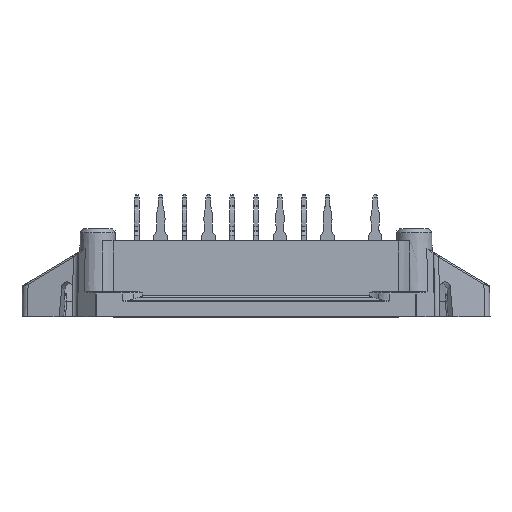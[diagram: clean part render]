
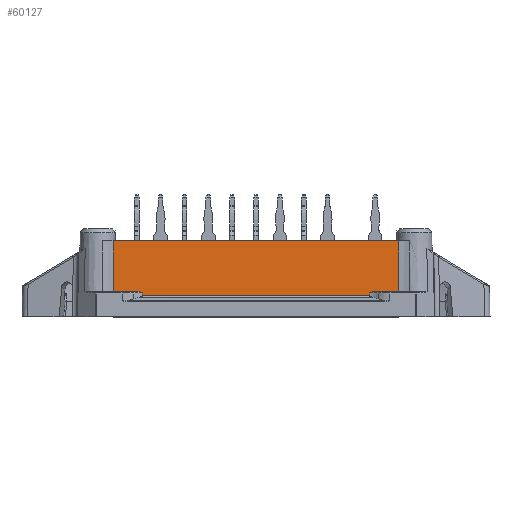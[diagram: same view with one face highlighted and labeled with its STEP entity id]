
A CAD part, front view. The second image highlights one B-rep face of the part: STEP entity #60127.
In plain terms, the highlighted planar face has unit normal (0, -1, 0.018).
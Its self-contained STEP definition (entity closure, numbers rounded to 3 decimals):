
#3146=B_SPLINE_CURVE_WITH_KNOTS('',3,(#83036,#83037,#83038,#83039,#83040,
#83041,#83042),.UNSPECIFIED.,.F.,.F.,(4,1,1,1,4),(0.,
0.,0.,0.,0.001),
 .UNSPECIFIED.);
#3156=B_SPLINE_CURVE_WITH_KNOTS('',3,(#83180,#83181,#83182,#83183),
 .UNSPECIFIED.,.F.,.F.,(4,4),(0.,0.001),
 .UNSPECIFIED.);
#3157=B_SPLINE_CURVE_WITH_KNOTS('',3,(#83197,#83198,#83199,#83200),
 .UNSPECIFIED.,.F.,.F.,(4,4),(0.001,0.001),
 .UNSPECIFIED.);
#3181=B_SPLINE_CURVE_WITH_KNOTS('',3,(#83487,#83488,#83489,#83490),
 .UNSPECIFIED.,.F.,.F.,(4,4),(0.,0.007),
 .UNSPECIFIED.);
#3183=B_SPLINE_CURVE_WITH_KNOTS('',3,(#83499,#83500,#83501,#83502,#83503,
#83504),.UNSPECIFIED.,.F.,.F.,(4,1,1,4),(0.,0.,0.001,
0.001),.UNSPECIFIED.);
#3184=B_SPLINE_CURVE_WITH_KNOTS('',3,(#83516,#83517,#83518,#83519),
 .UNSPECIFIED.,.F.,.F.,(4,4),(0.,0.007),.UNSPECIFIED.);
#5192=ORIENTED_EDGE('',*,*,#17754,.T.);
#5193=ORIENTED_EDGE('',*,*,#17710,.T.);
#5194=ORIENTED_EDGE('',*,*,#17761,.T.);
#5195=ORIENTED_EDGE('',*,*,#17703,.T.);
#5196=ORIENTED_EDGE('',*,*,#17780,.F.);
#5197=ORIENTED_EDGE('',*,*,#17849,.T.);
#5198=ORIENTED_EDGE('',*,*,#17082,.T.);
#5199=ORIENTED_EDGE('',*,*,#17858,.T.);
#5200=ORIENTED_EDGE('',*,*,#17859,.T.);
#5201=ORIENTED_EDGE('',*,*,#17852,.T.);
#17082=EDGE_CURVE('',#23521,#23520,#27248,.F.);
#17703=EDGE_CURVE('',#24076,#24077,#3146,.T.);
#17710=EDGE_CURVE('',#24081,#24083,#27527,.F.);
#17754=EDGE_CURVE('',#24111,#24081,#3156,.T.);
#17761=EDGE_CURVE('',#24083,#24076,#3157,.T.);
#17780=EDGE_CURVE('',#24129,#24077,#27547,.F.);
#17849=EDGE_CURVE('',#24129,#23521,#3181,.T.);
#17852=EDGE_CURVE('',#24172,#24111,#3183,.T.);
#17858=EDGE_CURVE('',#23520,#24176,#3184,.T.);
#17859=EDGE_CURVE('',#24176,#24172,#27577,.F.);
#23520=VERTEX_POINT('',#81261);
#23521=VERTEX_POINT('',#81263);
#24076=VERTEX_POINT('',#83043);
#24077=VERTEX_POINT('',#83044);
#24081=VERTEX_POINT('',#83058);
#24083=VERTEX_POINT('',#83067);
#24111=VERTEX_POINT('',#83184);
#24129=VERTEX_POINT('',#83243);
#24172=VERTEX_POINT('',#83505);
#24176=VERTEX_POINT('',#83520);
#27248=LINE('',#81262,#31378);
#27527=LINE('',#83068,#31657);
#27547=LINE('',#83244,#31677);
#27577=LINE('',#83521,#31707);
#31378=VECTOR('',#67875,1000.);
#31657=VECTOR('',#68792,1000.);
#31677=VECTOR('',#68938,1000.);
#31707=VECTOR('',#69064,1000.);
#35480=EDGE_LOOP('',(#5192,#5193,#5194,#5195,#5196,#5197,#5198,#5199,#5200,
#5201));
#38202=FACE_BOUND('',#35480,.T.);
#40734=PLANE('',#63276);
#60127=ADVANCED_FACE('',(#38202),#40734,.T.);
#63276=AXIS2_PLACEMENT_3D('',#83515,#69062,#69063);
#67875=DIRECTION('',(1.,0.,0.));
#68792=DIRECTION('',(-1.,0.,0.));
#68938=DIRECTION('',(1.,0.,0.));
#69062=DIRECTION('',(0.,-1.,0.017));
#69063=DIRECTION('',(0.,0.017,1.));
#69064=DIRECTION('',(-1.,0.,0.));
#81261=CARTESIAN_POINT('',(-19.154,-16.103,10.2));
#81262=CARTESIAN_POINT('',(-26.5,-16.103,10.2));
#81263=CARTESIAN_POINT('',(19.154,-16.103,10.2));
#83036=CARTESIAN_POINT('',(15.277,-16.225,3.203));
#83037=CARTESIAN_POINT('',(15.277,-16.224,3.233));
#83038=CARTESIAN_POINT('',(15.331,-16.223,3.273));
#83039=CARTESIAN_POINT('',(15.431,-16.223,3.319));
#83040=CARTESIAN_POINT('',(15.627,-16.222,3.377));
#83041=CARTESIAN_POINT('',(15.794,-16.221,3.4));
#83042=CARTESIAN_POINT('',(15.909,-16.221,3.4));
#83043=CARTESIAN_POINT('',(15.277,-16.225,3.203));
#83044=CARTESIAN_POINT('',(15.909,-16.221,3.4));
#83058=CARTESIAN_POINT('',(-15.277,-16.231,2.822));
#83067=CARTESIAN_POINT('',(15.277,-16.231,2.822));
#83068=CARTESIAN_POINT('',(15.276,-16.231,2.822));
#83180=CARTESIAN_POINT('',(-15.277,-16.225,3.203));
#83181=CARTESIAN_POINT('',(-15.277,-16.227,3.076));
#83182=CARTESIAN_POINT('',(-15.277,-16.229,2.949));
#83183=CARTESIAN_POINT('',(-15.277,-16.231,2.822));
#83184=CARTESIAN_POINT('',(-15.277,-16.225,3.203));
#83197=CARTESIAN_POINT('',(15.277,-16.231,2.822));
#83198=CARTESIAN_POINT('',(15.277,-16.229,2.949));
#83199=CARTESIAN_POINT('',(15.277,-16.227,3.076));
#83200=CARTESIAN_POINT('',(15.277,-16.225,3.203));
#83243=CARTESIAN_POINT('',(19.136,-16.221,3.4));
#83244=CARTESIAN_POINT('',(-26.5,-16.221,3.4));
#83487=CARTESIAN_POINT('',(19.136,-16.221,3.4));
#83488=CARTESIAN_POINT('',(19.142,-16.182,5.667));
#83489=CARTESIAN_POINT('',(19.148,-16.142,7.933));
#83490=CARTESIAN_POINT('',(19.154,-16.103,10.2));
#83499=CARTESIAN_POINT('',(-15.909,-16.221,3.4));
#83500=CARTESIAN_POINT('',(-15.794,-16.221,3.4));
#83501=CARTESIAN_POINT('',(-15.619,-16.222,3.378));
#83502=CARTESIAN_POINT('',(-15.415,-16.223,3.31));
#83503=CARTESIAN_POINT('',(-15.277,-16.224,3.262));
#83504=CARTESIAN_POINT('',(-15.277,-16.225,3.203));
#83505=CARTESIAN_POINT('',(-15.909,-16.221,3.4));
#83515=CARTESIAN_POINT('',(-26.5,-16.23,2.9));
#83516=CARTESIAN_POINT('',(-19.154,-16.103,10.2));
#83517=CARTESIAN_POINT('',(-19.148,-16.142,7.933));
#83518=CARTESIAN_POINT('',(-19.142,-16.182,5.667));
#83519=CARTESIAN_POINT('',(-19.136,-16.221,3.4));
#83520=CARTESIAN_POINT('',(-19.136,-16.221,3.4));
#83521=CARTESIAN_POINT('',(-26.5,-16.221,3.4));
